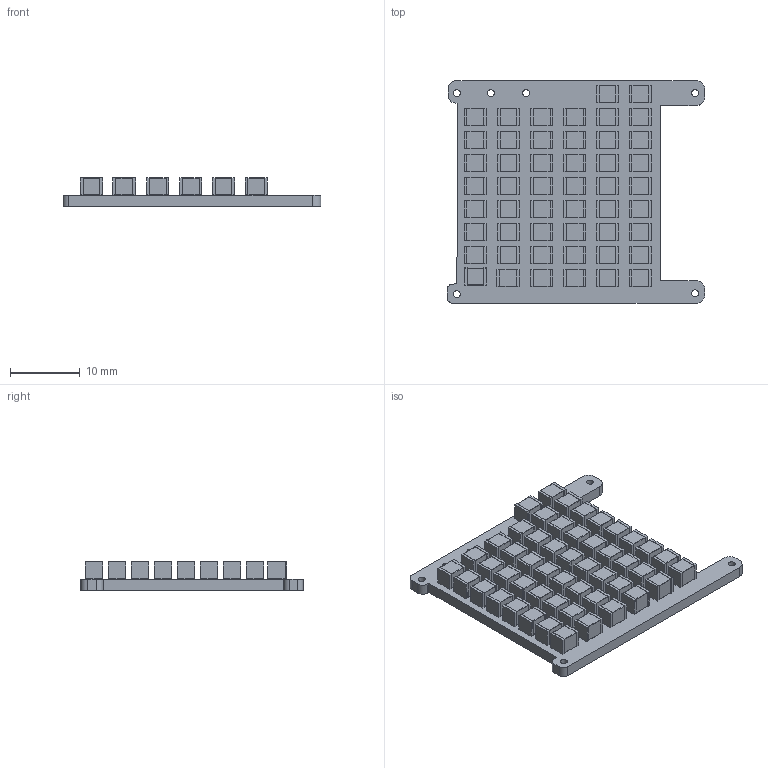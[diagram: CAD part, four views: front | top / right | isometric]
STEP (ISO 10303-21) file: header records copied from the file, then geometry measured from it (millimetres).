
FILE_DESCRIPTION(('KiCad electronic assembly'),'2;1');
FILE_NAME('ESC_cap_bank.step','2024-07-05T22:31:37',('Pcbnew'),('Kicad') ,'Open CASCADE STEP processor 7.7','KiCad to STEP converter','Unknown' );
FILE_SCHEMA(('AUTOMOTIVE_DESIGN { 1 0 10303 214 1 1 1 1 }'));
Length unit declared in the file: millimetre
Products named in the file (4): ESC_cap_bank 1; C_1210_3225Metric; ESC_cap_bank_PCB
Assembly tree (52 placements, depth 3):
  ESC_cap_bank 1
    C_1210_3225Metric  x50
      C_1210_3225Metric
    ESC_cap_bank_PCB
Bounding box: 37.01 x 31.93 x 4.15 mm (x, y, z)
Volume: 2516 mm3; surface area: 4438.2 mm2
Topology: 51 solids, 51 shells, 1429 faces, 3681 edges, 2454 vertices
Faces by surface type: plane 815, cylinder 614
Full cylindrical faces by diameter (mm): 1 x6
Entity records: 2485 total; most frequent: DIRECTION 425, CARTESIAN_POINT 365, ORIENTED_EDGE 306, AXIS2_PLACEMENT_3D 162, EDGE_CURVE 153, VERTEX_POINT 102, LINE 101, VECTOR 101
